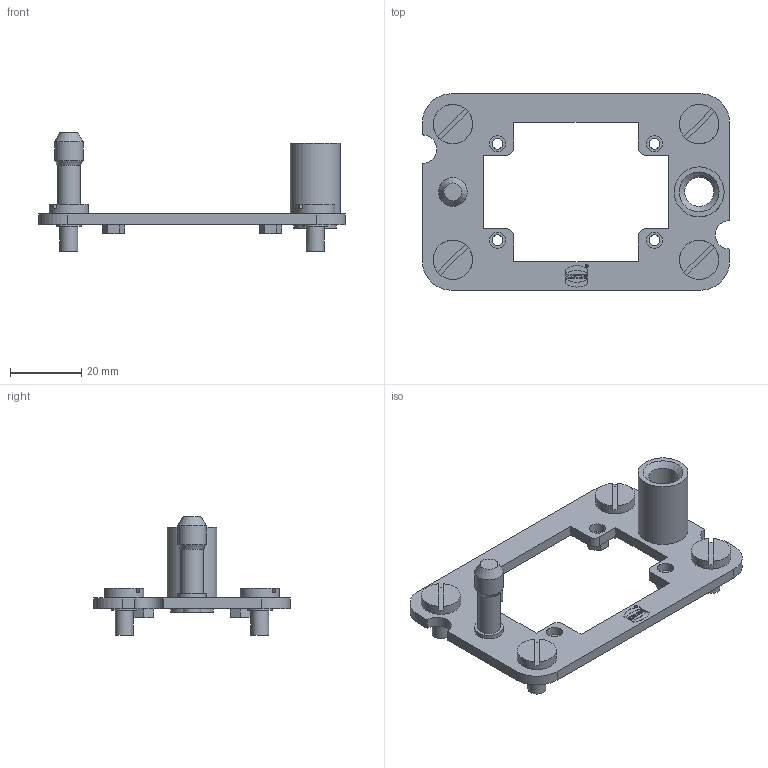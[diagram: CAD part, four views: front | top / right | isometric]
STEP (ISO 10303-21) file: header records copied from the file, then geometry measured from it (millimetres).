
FILE_DESCRIPTION(/* description */ (''),/* implementation_level */ '2;1');
FILE_NAME(/* name */ '100094972ugm000_f.stp',/* time_stamp */ '2020-01-21T16:02:26+01:00',/* author */ (''),/* organization */ (''),/* preprocessor_version */ 'ST-DEVELOPER v16.7',/* originating_system */ 'SIEMENS PLM Software NX 12.0',/* authorisation */ '');
FILE_SCHEMA (('AUTOMOTIVE_DESIGN { 1 0 10303 214 3 1 1 1 }'));
Length unit declared in the file: millimetre
Products named in the file (1): 100094972ugm000_f
Bounding box: 86 x 55 x 33.3 mm (x, y, z)
Volume: 12479 mm3; surface area: 11355.6 mm2
Topology: 5 solids, 5 shells, 236 faces, 586 edges, 398 vertices
Faces by surface type: plane 178, cylinder 52, cone 4, extrusion 2
Full cylindrical faces by diameter (mm): 0.683 x1, 0.807 x1, 3 x4, 4.5 x4, 4.95 x1, 5 x4, 6.4 x1, 7 x4, 7.95 x1, 8 x1, 8.15 x1, 9 x4, 9.5 x1, 11 x4, 11.92 x1, 14 x1
Entity records: 8441 total; most frequent: CARTESIAN_POINT 1248, DIRECTION 1107, ORIENTED_EDGE 1044, EDGE_CURVE 522, VECTOR 401, LINE 399, VERTEX_POINT 370, AXIS2_PLACEMENT_3D 353
